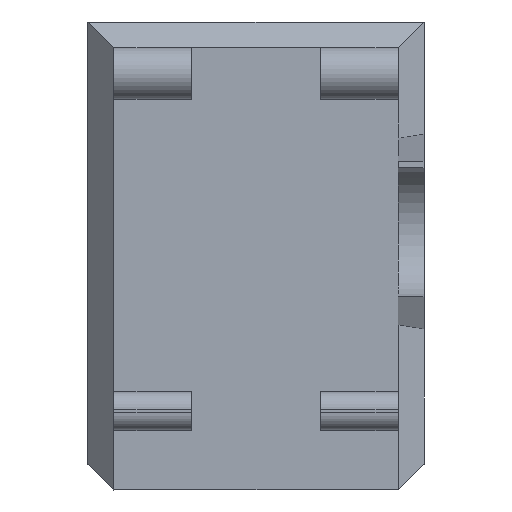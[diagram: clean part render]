
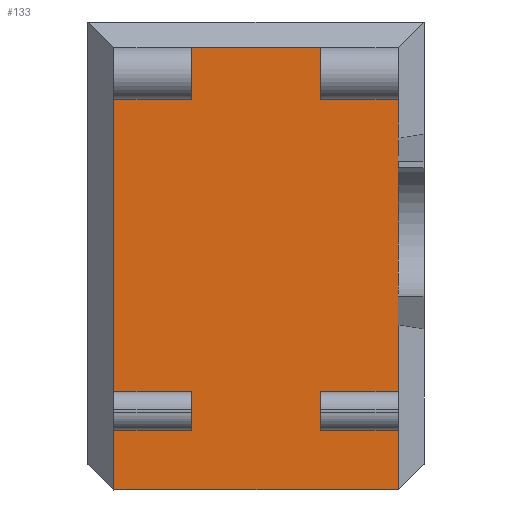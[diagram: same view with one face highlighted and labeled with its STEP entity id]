
A CAD part, top view. The second image highlights one B-rep face of the part: STEP entity #133.
In plain terms, the highlighted planar face has unit normal (0, 0, 1).
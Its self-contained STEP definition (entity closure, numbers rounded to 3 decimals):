
#48 = EDGE_CURVE ( 'NONE', #1395, #475, #830, .T. ) ;
#54 = CARTESIAN_POINT ( 'NONE',  ( 60., 168.75, -60. ) ) ;
#57 = CARTESIAN_POINT ( 'NONE',  ( 5., 160.96, -60. ) ) ;
#68 = CARTESIAN_POINT ( 'NONE',  ( 45., 168.46, -60. ) ) ;
#76 = CARTESIAN_POINT ( 'NONE',  ( 32.5, 149.46, -60. ) ) ;
#95 = EDGE_CURVE ( 'NONE', #993, #412, #851, .T. ) ;
#113 = CARTESIAN_POINT ( 'NONE',  ( 60., 217.49, -60. ) ) ;
#117 = VECTOR ( 'NONE', #416, 1000. ) ;
#123 = CARTESIAN_POINT ( 'NONE',  ( 60., 168.46, -60. ) ) ;
#126 = VERTEX_POINT ( 'NONE', #297 ) ;
#132 = VECTOR ( 'NONE', #624, 1000. ) ;
#133 = ADVANCED_FACE ( 'NONE', ( #1268 ), #836, .T. ) ;
#138 = EDGE_CURVE ( 'NONE', #126, #993, #1180, .T. ) ;
#160 = CARTESIAN_POINT ( 'NONE',  ( 5., 225., -60. ) ) ;
#162 = EDGE_CURVE ( 'NONE', #821, #602, #672, .T. ) ;
#163 = CARTESIAN_POINT ( 'NONE',  ( 60., 168.75, -60. ) ) ;
#164 = CARTESIAN_POINT ( 'NONE',  ( 32.5, 160.96, -60. ) ) ;
#169 = VERTEX_POINT ( 'NONE', #223 ) ;
#172 = DIRECTION ( 'NONE',  ( 1., 0., 0. ) ) ;
#175 = ORIENTED_EDGE ( 'NONE', *, *, #138, .T. ) ;
#195 = DIRECTION ( 'NONE',  ( 0., -1., 0. ) ) ;
#211 = ORIENTED_EDGE ( 'NONE', *, *, #1431, .T. ) ;
#223 = CARTESIAN_POINT ( 'NONE',  ( 20., 235., -60. ) ) ;
#228 = VERTEX_POINT ( 'NONE', #1427 ) ;
#232 = CARTESIAN_POINT ( 'NONE',  ( 48.75, 235., -60. ) ) ;
#234 = VECTOR ( 'NONE', #598, 1000. ) ;
#236 = VECTOR ( 'NONE', #367, 1000. ) ;
#249 = ORIENTED_EDGE ( 'NONE', *, *, #1322, .T. ) ;
#273 = CARTESIAN_POINT ( 'NONE',  ( 20., 168.46, -60. ) ) ;
#277 = CARTESIAN_POINT ( 'NONE',  ( 32.5, 168.46, -60. ) ) ;
#281 = VECTOR ( 'NONE', #1181, 1000. ) ;
#297 = CARTESIAN_POINT ( 'NONE',  ( 5., 149.46, -60. ) ) ;
#299 = CARTESIAN_POINT ( 'NONE',  ( 20., 192.5, -60. ) ) ;
#325 = CARTESIAN_POINT ( 'NONE',  ( 45., 192.5, -60. ) ) ;
#329 = VECTOR ( 'NONE', #452, 1000. ) ;
#331 = ORIENTED_EDGE ( 'NONE', *, *, #48, .T. ) ;
#341 = DIRECTION ( 'NONE',  ( 0., -1., 0. ) ) ;
#367 = DIRECTION ( 'NONE',  ( 0., -1., 0. ) ) ;
#393 = DIRECTION ( 'NONE',  ( -1., 0., 0. ) ) ;
#400 = CARTESIAN_POINT ( 'NONE',  ( 32.5, 225., -60. ) ) ;
#404 = CARTESIAN_POINT ( 'NONE',  ( 60., 192.5, -60. ) ) ;
#405 = ORIENTED_EDGE ( 'NONE', *, *, #1282, .T. ) ;
#412 = VERTEX_POINT ( 'NONE', #1153 ) ;
#416 = DIRECTION ( 'NONE',  ( 0., 1., 0. ) ) ;
#438 = DIRECTION ( 'NONE',  ( -1., 0., 0. ) ) ;
#449 = VERTEX_POINT ( 'NONE', #722 ) ;
#452 = DIRECTION ( 'NONE',  ( 0., 1., 0. ) ) ;
#455 = VECTOR ( 'NONE', #1104, 1000. ) ;
#456 = EDGE_CURVE ( 'NONE', #602, #449, #1396, .T. ) ;
#465 = ORIENTED_EDGE ( 'NONE', *, *, #833, .T. ) ;
#475 = VERTEX_POINT ( 'NONE', #160 ) ;
#480 = LINE ( 'NONE', #163, #1123 ) ;
#484 = ORIENTED_EDGE ( 'NONE', *, *, #95, .T. ) ;
#486 = CARTESIAN_POINT ( 'NONE',  ( 5., 168.46, -60. ) ) ;
#514 = DIRECTION ( 'NONE',  ( 0., 0., 1. ) ) ;
#530 = LINE ( 'NONE', #1339, #682 ) ;
#598 = DIRECTION ( 'NONE',  ( -1., 0., 0. ) ) ;
#602 = VERTEX_POINT ( 'NONE', #987 ) ;
#613 = CARTESIAN_POINT ( 'NONE',  ( 32.5, 160.96, -60. ) ) ;
#621 = DIRECTION ( 'NONE',  ( 0., -1., 0. ) ) ;
#624 = DIRECTION ( 'NONE',  ( -1., 0., 0. ) ) ;
#626 = LINE ( 'NONE', #277, #281 ) ;
#628 = ORIENTED_EDGE ( 'NONE', *, *, #162, .T. ) ;
#640 = CARTESIAN_POINT ( 'NONE',  ( 32.5, 168.46, -60. ) ) ;
#642 = LINE ( 'NONE', #404, #117 ) ;
#666 = LINE ( 'NONE', #325, #329 ) ;
#672 = LINE ( 'NONE', #1441, #455 ) ;
#682 = VECTOR ( 'NONE', #341, 1000. ) ;
#694 = VERTEX_POINT ( 'NONE', #768 ) ;
#695 = DIRECTION ( 'NONE',  ( 0., 1., 0. ) ) ;
#696 = AXIS2_PLACEMENT_3D ( 'NONE', #1274, #514, #960 ) ;
#700 = ORIENTED_EDGE ( 'NONE', *, *, #879, .T. ) ;
#712 = EDGE_CURVE ( 'NONE', #772, #1279, #666, .T. ) ;
#720 = EDGE_LOOP ( 'NONE', ( #1018, #405, #331, #734, #1022, #931, #211, #757, #175, #484, #1253, #927, #249, #1238, #700, #628, #1065, #465 ) ) ;
#722 = CARTESIAN_POINT ( 'NONE',  ( 45., 225., -60. ) ) ;
#729 = VECTOR ( 'NONE', #1155, 1000. ) ;
#731 = DIRECTION ( 'NONE',  ( 1., 0., 0. ) ) ;
#734 = ORIENTED_EDGE ( 'NONE', *, *, #1231, .T. ) ;
#757 = ORIENTED_EDGE ( 'NONE', *, *, #827, .T. ) ;
#765 = LINE ( 'NONE', #299, #839 ) ;
#768 = CARTESIAN_POINT ( 'NONE',  ( 60., 181.43, -60. ) ) ;
#772 = VERTEX_POINT ( 'NONE', #1316 ) ;
#791 = LINE ( 'NONE', #1228, #1072 ) ;
#821 = VERTEX_POINT ( 'NONE', #113 ) ;
#827 = EDGE_CURVE ( 'NONE', #1443, #126, #530, .T. ) ;
#830 = LINE ( 'NONE', #400, #1385 ) ;
#833 = EDGE_CURVE ( 'NONE', #449, #228, #791, .T. ) ;
#836 = PLANE ( 'NONE',  #696 ) ;
#839 = VECTOR ( 'NONE', #621, 1000. ) ;
#844 = CARTESIAN_POINT ( 'NONE',  ( 20., 192.5, -60. ) ) ;
#851 = LINE ( 'NONE', #54, #878 ) ;
#878 = VECTOR ( 'NONE', #1289, 1000. ) ;
#879 = EDGE_CURVE ( 'NONE', #694, #821, #642, .T. ) ;
#907 = EDGE_CURVE ( 'NONE', #1435, #1219, #765, .T. ) ;
#925 = LINE ( 'NONE', #613, #729 ) ;
#927 = ORIENTED_EDGE ( 'NONE', *, *, #712, .T. ) ;
#931 = ORIENTED_EDGE ( 'NONE', *, *, #907, .T. ) ;
#960 = DIRECTION ( 'NONE',  ( 1., 0., 0. ) ) ;
#983 = DIRECTION ( 'NONE',  ( 0., 1., 0. ) ) ;
#987 = CARTESIAN_POINT ( 'NONE',  ( 60., 225., -60. ) ) ;
#993 = VERTEX_POINT ( 'NONE', #1444 ) ;
#1018 = ORIENTED_EDGE ( 'NONE', *, *, #1046, .T. ) ;
#1022 = ORIENTED_EDGE ( 'NONE', *, *, #1312, .T. ) ;
#1031 = VERTEX_POINT ( 'NONE', #123 ) ;
#1042 = LINE ( 'NONE', #164, #234 ) ;
#1046 = EDGE_CURVE ( 'NONE', #228, #169, #1209, .T. ) ;
#1055 = LINE ( 'NONE', #1392, #236 ) ;
#1065 = ORIENTED_EDGE ( 'NONE', *, *, #456, .T. ) ;
#1072 = VECTOR ( 'NONE', #983, 1000. ) ;
#1090 = CARTESIAN_POINT ( 'NONE',  ( 20., 225., -60. ) ) ;
#1097 = VECTOR ( 'NONE', #172, 1000. ) ;
#1104 = DIRECTION ( 'NONE',  ( 0., 1., 0. ) ) ;
#1123 = VECTOR ( 'NONE', #695, 1000. ) ;
#1141 = VERTEX_POINT ( 'NONE', #486 ) ;
#1153 = CARTESIAN_POINT ( 'NONE',  ( 60., 160.96, -60. ) ) ;
#1155 = DIRECTION ( 'NONE',  ( -1., 0., 0. ) ) ;
#1169 = LINE ( 'NONE', #640, #1097 ) ;
#1172 = CARTESIAN_POINT ( 'NONE',  ( 32.5, 225., -60. ) ) ;
#1174 = LINE ( 'NONE', #844, #1302 ) ;
#1180 = LINE ( 'NONE', #76, #1203 ) ;
#1181 = DIRECTION ( 'NONE',  ( 1., 0., 0. ) ) ;
#1203 = VECTOR ( 'NONE', #731, 1000. ) ;
#1209 = LINE ( 'NONE', #232, #1330 ) ;
#1217 = EDGE_CURVE ( 'NONE', #1031, #694, #480, .T. ) ;
#1219 = VERTEX_POINT ( 'NONE', #1261 ) ;
#1225 = EDGE_CURVE ( 'NONE', #412, #772, #925, .T. ) ;
#1228 = CARTESIAN_POINT ( 'NONE',  ( 45., 192.5, -60. ) ) ;
#1231 = EDGE_CURVE ( 'NONE', #475, #1141, #1055, .T. ) ;
#1238 = ORIENTED_EDGE ( 'NONE', *, *, #1217, .T. ) ;
#1253 = ORIENTED_EDGE ( 'NONE', *, *, #1225, .T. ) ;
#1261 = CARTESIAN_POINT ( 'NONE',  ( 20., 160.96, -60. ) ) ;
#1268 = FACE_OUTER_BOUND ( 'NONE', #720, .T. ) ;
#1274 = CARTESIAN_POINT ( 'NONE',  ( 32.5, 192.5, -60. ) ) ;
#1279 = VERTEX_POINT ( 'NONE', #68 ) ;
#1282 = EDGE_CURVE ( 'NONE', #169, #1395, #1174, .T. ) ;
#1289 = DIRECTION ( 'NONE',  ( 0., 1., 0. ) ) ;
#1302 = VECTOR ( 'NONE', #195, 1000. ) ;
#1312 = EDGE_CURVE ( 'NONE', #1141, #1435, #626, .T. ) ;
#1316 = CARTESIAN_POINT ( 'NONE',  ( 45., 160.96, -60. ) ) ;
#1322 = EDGE_CURVE ( 'NONE', #1279, #1031, #1169, .T. ) ;
#1330 = VECTOR ( 'NONE', #438, 1000. ) ;
#1339 = CARTESIAN_POINT ( 'NONE',  ( 5., 216.25, -60. ) ) ;
#1385 = VECTOR ( 'NONE', #393, 1000. ) ;
#1392 = CARTESIAN_POINT ( 'NONE',  ( 5., 216.25, -60. ) ) ;
#1395 = VERTEX_POINT ( 'NONE', #1090 ) ;
#1396 = LINE ( 'NONE', #1172, #132 ) ;
#1427 = CARTESIAN_POINT ( 'NONE',  ( 45., 235., -60. ) ) ;
#1431 = EDGE_CURVE ( 'NONE', #1219, #1443, #1042, .T. ) ;
#1435 = VERTEX_POINT ( 'NONE', #273 ) ;
#1441 = CARTESIAN_POINT ( 'NONE',  ( 60., 168.75, -60. ) ) ;
#1443 = VERTEX_POINT ( 'NONE', #57 ) ;
#1444 = CARTESIAN_POINT ( 'NONE',  ( 60., 149.46, -60. ) ) ;
